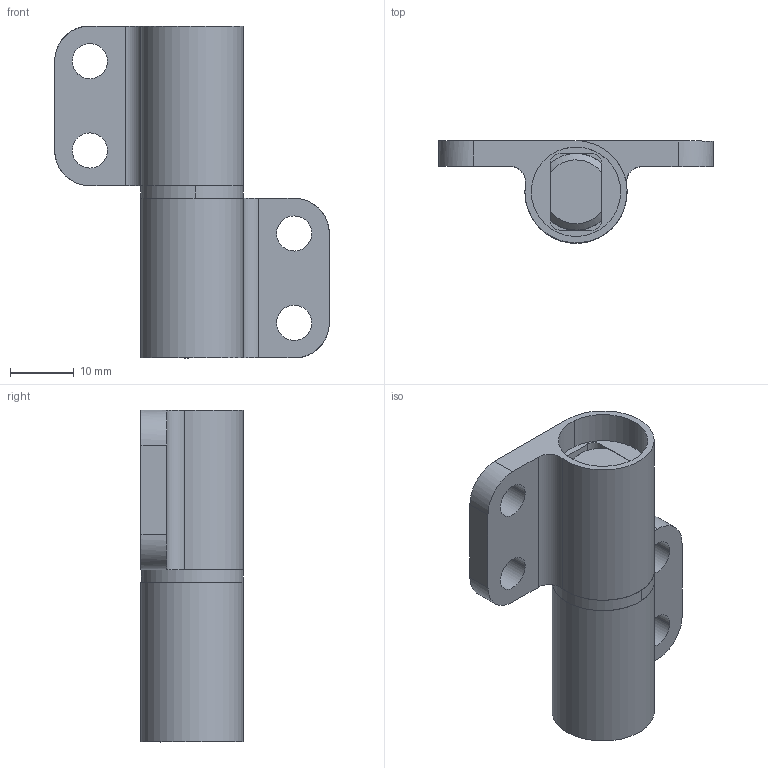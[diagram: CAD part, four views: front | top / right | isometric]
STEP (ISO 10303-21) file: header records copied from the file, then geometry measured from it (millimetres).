
FILE_DESCRIPTION((''),'2;1');
FILE_NAME('','2005-04-20T09:14:10',(''),(''),'','CADfix','');
FILE_SCHEMA(('AUTOMOTIVE_DESIGN'));
Length unit declared in the file: millimetre
Products named in the file (5): shaft; hinge piece_B; hinge piece_A; bushing; TH_137_R_4973_36
Assembly tree (4 placements, depth 2):
  TH_137_R_4973_36
    shaft
    hinge piece_B
    hinge piece_A
    bushing
Bounding box: 43 x 15.99 x 52 mm (x, y, z)
Volume: 11938.4 mm3; surface area: 10292.7 mm2
Topology: 4 solids, 4 shells, 67 faces, 204 edges, 150 vertices
Faces by surface type: bspline 67
Entity records: 2655 total; most frequent: CARTESIAN_POINT 1411, ORIENTED_EDGE 408, EDGE_CURVE 204, VERTEX_POINT 150, EDGE_LOOP 86, QUASI_UNIFORM_CURVE 76, FACE_OUTER_BOUND 67, ADVANCED_FACE 67
